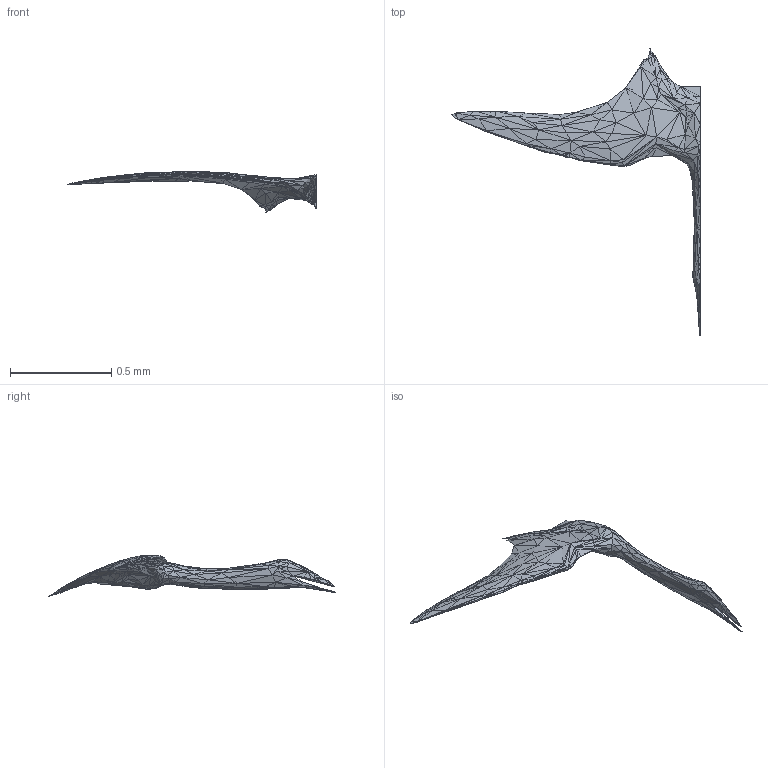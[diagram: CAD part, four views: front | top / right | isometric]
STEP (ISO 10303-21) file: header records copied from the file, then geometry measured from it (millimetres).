
FILE_DESCRIPTION(('FreeCAD Model'),'2;1');
FILE_NAME('Open CASCADE Shape Model','2023-08-20T16:27:52',('Author'),( ''),'Open CASCADE STEP processor 7.6','FreeCAD','Unknown');
FILE_SCHEMA(('AUTOMOTIVE_DESIGN { 1 0 10303 214 1 1 1 1 }'));
Length unit declared in the file: metre
Products named in the file (1): Ptero_half_coarse_new001
Bounding box: 1.23 x 1.42 x 0.21 mm (x, y, z)
Surface area: 0.9 mm2 (no closed solid volume)
Topology: 0 solids, 852 shells, 852 faces, 2556 edges, 2556 vertices
Faces by surface type: plane 852
Entity records: 36655 total; most frequent: CARTESIAN_POINT 5965, DIRECTION 4262, ORIENTED_EDGE 2556, EDGE_CURVE 2556, VERTEX_POINT 2556, LINE 2556, VECTOR 2556, AXIS2_PLACEMENT_3D 853
